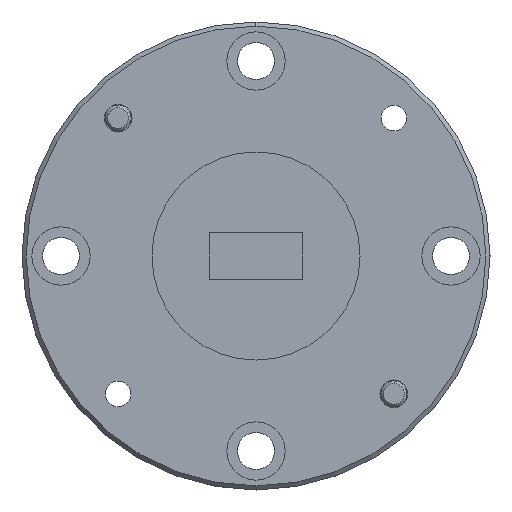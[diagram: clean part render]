
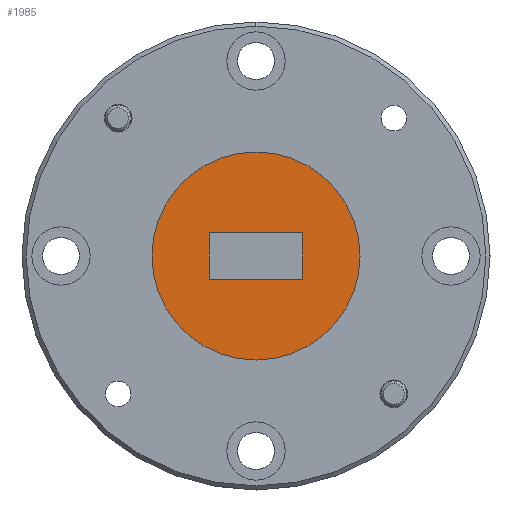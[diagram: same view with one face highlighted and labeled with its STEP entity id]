
A CAD part, left-side view. The second image highlights one B-rep face of the part: STEP entity #1985.
In plain terms, the highlighted planar face has unit normal (-1, 0, 0).
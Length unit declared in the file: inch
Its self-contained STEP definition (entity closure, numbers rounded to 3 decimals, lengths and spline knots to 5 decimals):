
#78 = CARTESIAN_POINT ( 'NONE',  ( 2., -0.112, 0.056 ) ) ;
#476 = VERTEX_POINT ( 'NONE', #1387 ) ;
#571 = DIRECTION ( 'NONE',  ( 0., 0., 1. ) ) ;
#860 = LINE ( 'NONE', #3735, #3098 ) ;
#968 = CARTESIAN_POINT ( 'NONE',  ( 2., 0.25, 0. ) ) ;
#987 = CARTESIAN_POINT ( 'NONE',  ( 2., 0., 0. ) ) ;
#1012 = DIRECTION ( 'NONE',  ( 0., 0., 1. ) ) ;
#1114 = LINE ( 'NONE', #4716, #4142 ) ;
#1387 = CARTESIAN_POINT ( 'NONE',  ( 2., -0.112, -0.056 ) ) ;
#1810 = ORIENTED_EDGE ( 'NONE', *, *, #4919, .F. ) ;
#1860 = CARTESIAN_POINT ( 'NONE',  ( 2., -0.112, -0.056 ) ) ;
#1901 = PLANE ( 'NONE',  #4933 ) ;
#1905 = FACE_OUTER_BOUND ( 'NONE', #5923, .T. ) ;
#1962 = ORIENTED_EDGE ( 'NONE', *, *, #2486, .T. ) ;
#1982 = AXIS2_PLACEMENT_3D ( 'NONE', #987, #4790, #5767 ) ;
#1985 = ADVANCED_FACE ( 'NONE', ( #3380, #1905 ), #1901, .F. ) ;
#2009 = VECTOR ( 'NONE', #571, 39.37008 ) ;
#2060 = DIRECTION ( 'NONE',  ( 0., 0., 1. ) ) ;
#2085 = CARTESIAN_POINT ( 'NONE',  ( 2., 0., 0. ) ) ;
#2126 = AXIS2_PLACEMENT_3D ( 'NONE', #2085, #3970, #2060 ) ;
#2468 = VERTEX_POINT ( 'NONE', #5735 ) ;
#2481 = VERTEX_POINT ( 'NONE', #78 ) ;
#2486 = EDGE_CURVE ( 'NONE', #5902, #3445, #4397, .T. ) ;
#2624 = EDGE_CURVE ( 'NONE', #2481, #3135, #1114, .T. ) ;
#2688 = EDGE_CURVE ( 'NONE', #2468, #476, #3114, .T. ) ;
#2807 = EDGE_CURVE ( 'NONE', #3445, #5902, #6039, .T. ) ;
#2812 = DIRECTION ( 'NONE',  ( 0., -1., 0. ) ) ;
#2850 = EDGE_CURVE ( 'NONE', #476, #2481, #5741, .T. ) ;
#2983 = CARTESIAN_POINT ( 'NONE',  ( 2., 0., -0.25 ) ) ;
#3098 = VECTOR ( 'NONE', #3695, 39.37008 ) ;
#3114 = LINE ( 'NONE', #1860, #4462 ) ;
#3135 = VERTEX_POINT ( 'NONE', #4349 ) ;
#3380 = FACE_BOUND ( 'NONE', #4175, .T. ) ;
#3445 = VERTEX_POINT ( 'NONE', #3511 ) ;
#3511 = CARTESIAN_POINT ( 'NONE',  ( 2., 0., 0.25 ) ) ;
#3695 = DIRECTION ( 'NONE',  ( 0., 0., -1. ) ) ;
#3735 = CARTESIAN_POINT ( 'NONE',  ( 2., 0.112, 0.056 ) ) ;
#3773 = DIRECTION ( 'NONE',  ( 0., 1., 0. ) ) ;
#3960 = ORIENTED_EDGE ( 'NONE', *, *, #2850, .F. ) ;
#3970 = DIRECTION ( 'NONE',  ( -1., 0., 0. ) ) ;
#4142 = VECTOR ( 'NONE', #3773, 39.37008 ) ;
#4175 = EDGE_LOOP ( 'NONE', ( #3960, #5051, #1810, #4899 ) ) ;
#4285 = DIRECTION ( 'NONE',  ( 1., 0., 0. ) ) ;
#4349 = CARTESIAN_POINT ( 'NONE',  ( 2., 0.112, 0.056 ) ) ;
#4397 = CIRCLE ( 'NONE', #2126, 0.25 ) ;
#4462 = VECTOR ( 'NONE', #2812, 39.37008 ) ;
#4716 = CARTESIAN_POINT ( 'NONE',  ( 2., -0.112, 0.056 ) ) ;
#4790 = DIRECTION ( 'NONE',  ( -1., 0., 0. ) ) ;
#4899 = ORIENTED_EDGE ( 'NONE', *, *, #2624, .F. ) ;
#4919 = EDGE_CURVE ( 'NONE', #3135, #2468, #860, .T. ) ;
#4933 = AXIS2_PLACEMENT_3D ( 'NONE', #968, #4285, #1012 ) ;
#5051 = ORIENTED_EDGE ( 'NONE', *, *, #2688, .F. ) ;
#5092 = ORIENTED_EDGE ( 'NONE', *, *, #2807, .T. ) ;
#5338 = CARTESIAN_POINT ( 'NONE',  ( 2., -0.112, 0.056 ) ) ;
#5735 = CARTESIAN_POINT ( 'NONE',  ( 2., 0.112, -0.056 ) ) ;
#5741 = LINE ( 'NONE', #5338, #2009 ) ;
#5767 = DIRECTION ( 'NONE',  ( 0., 0., 1. ) ) ;
#5902 = VERTEX_POINT ( 'NONE', #2983 ) ;
#5923 = EDGE_LOOP ( 'NONE', ( #5092, #1962 ) ) ;
#6039 = CIRCLE ( 'NONE', #1982, 0.25 ) ;
